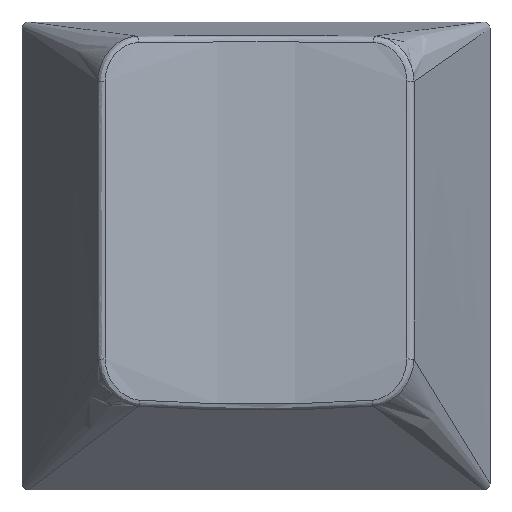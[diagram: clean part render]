
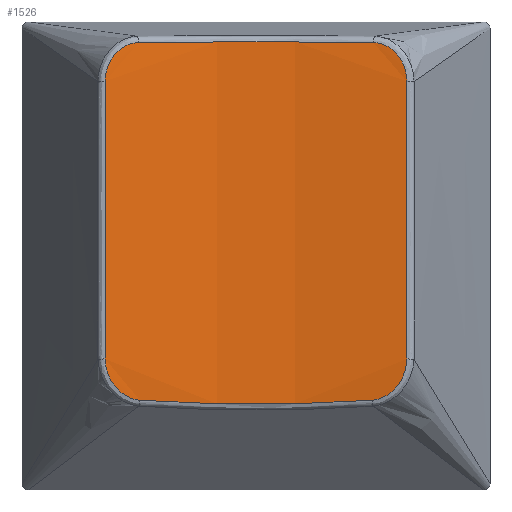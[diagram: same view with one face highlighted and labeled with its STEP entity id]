
A CAD part, top view. The second image highlights one B-rep face of the part: STEP entity #1526.
In plain terms, the highlighted free-form (B-spline) face has degree [1, 2] with [2, 3] control points.
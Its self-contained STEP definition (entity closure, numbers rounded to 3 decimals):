
#892 = EDGE_CURVE('',#893,#895,#897,.T.);
#893 = VERTEX_POINT('',#894);
#894 = CARTESIAN_POINT('',(13.217,161.898,7.03
    ));
#895 = VERTEX_POINT('',#896);
#896 = CARTESIAN_POINT('',(4.283,161.898,7.03
    ));
#897 = B_SPLINE_CURVE_WITH_KNOTS('',3,(#898,#899,#900,#901,#902),
  .UNSPECIFIED.,.F.,.F.,(4,1,4),(0.,3.877,9.046),
  .UNSPECIFIED.);
#898 = CARTESIAN_POINT('',(13.217,161.898,7.03
    ));
#899 = CARTESIAN_POINT('',(11.952,161.811,
    6.843));
#900 = CARTESIAN_POINT('',(8.966,161.693,6.592
    ));
#901 = CARTESIAN_POINT('',(5.97,161.782,6.781
    ));
#902 = CARTESIAN_POINT('',(4.283,161.898,7.03)
  );
#959 = EDGE_CURVE('',#960,#893,#962,.T.);
#960 = VERTEX_POINT('',#961);
#961 = CARTESIAN_POINT('',(14.548,163.484,7.225
    ));
#962 = B_SPLINE_CURVE_WITH_KNOTS('',3,(#963,#964,#965,#966,#967,#968,
    #969),.UNSPECIFIED.,.F.,.F.,(4,1,1,1,4),(0.,0.652,
    1.305,1.957,2.284),.UNSPECIFIED.);
#963 = CARTESIAN_POINT('',(14.548,163.484,7.225
    ));
#964 = CARTESIAN_POINT('',(14.548,163.266,
    7.229));
#965 = CARTESIAN_POINT('',(14.456,162.833,
    7.221));
#966 = CARTESIAN_POINT('',(14.096,162.28,
    7.165));
#967 = CARTESIAN_POINT('',(13.64,161.974,7.093)
  );
#968 = CARTESIAN_POINT('',(13.323,161.906,
    7.046));
#969 = CARTESIAN_POINT('',(13.217,161.898,
    7.03));
#1030 = EDGE_CURVE('',#895,#1031,#1033,.T.);
#1031 = VERTEX_POINT('',#1032);
#1032 = CARTESIAN_POINT('',(2.952,163.484,7.225
    ));
#1033 = B_SPLINE_CURVE_WITH_KNOTS('',3,(#1034,#1035,#1036,#1037,#1038,
    #1039,#1040),.UNSPECIFIED.,.F.,.F.,(4,1,1,1,4),(0.,0.652,
    1.305,1.957,2.284),.UNSPECIFIED.);
#1034 = CARTESIAN_POINT('',(4.283,161.898,
    7.03));
#1035 = CARTESIAN_POINT('',(4.07,161.913,
    7.062));
#1036 = CARTESIAN_POINT('',(3.657,162.066,
    7.125));
#1037 = CARTESIAN_POINT('',(3.199,162.54,
    7.197));
#1038 = CARTESIAN_POINT('',(2.987,163.049,7.227
    ));
#1039 = CARTESIAN_POINT('',(2.952,163.375,
    7.227));
#1040 = CARTESIAN_POINT('',(2.952,163.484,7.225
    ));
#1112 = EDGE_CURVE('',#1113,#960,#1115,.T.);
#1113 = VERTEX_POINT('',#1114);
#1114 = CARTESIAN_POINT('',(14.552,174.164,
    6.992));
#1115 = B_SPLINE_CURVE_WITH_KNOTS('',3,(#1116,#1117,#1118,#1119,#1120),
  .UNSPECIFIED.,.F.,.F.,(4,1,4),(-10.683,-4.578,0.),
  .UNSPECIFIED.);
#1116 = CARTESIAN_POINT('',(14.552,174.164,
    6.992));
#1117 = CARTESIAN_POINT('',(14.552,172.13,
    7.037));
#1118 = CARTESIAN_POINT('',(14.55,168.57,
    7.114));
#1119 = CARTESIAN_POINT('',(14.548,165.01,
    7.191));
#1120 = CARTESIAN_POINT('',(14.548,163.484,
    7.225));
#1169 = VERTEX_POINT('',#1170);
#1170 = CARTESIAN_POINT('',(2.948,174.164,6.992
    ));
#1177 = EDGE_CURVE('',#1031,#1169,#1178,.T.);
#1178 = B_SPLINE_CURVE_WITH_KNOTS('',3,(#1179,#1180,#1181,#1182,#1183),
  .UNSPECIFIED.,.F.,.F.,(4,1,4),(-10.683,-4.578,0.),
  .UNSPECIFIED.);
#1179 = CARTESIAN_POINT('',(2.952,163.484,7.225
    ));
#1180 = CARTESIAN_POINT('',(2.951,165.518,
    7.18));
#1181 = CARTESIAN_POINT('',(2.949,169.078,7.103
    ));
#1182 = CARTESIAN_POINT('',(2.948,172.639,
    7.025));
#1183 = CARTESIAN_POINT('',(2.948,174.164,
    6.992));
#1215 = EDGE_CURVE('',#1216,#1113,#1218,.T.);
#1216 = VERTEX_POINT('',#1217);
#1217 = CARTESIAN_POINT('',(13.273,175.653,
    6.738));
#1218 = B_SPLINE_CURVE_WITH_KNOTS('',3,(#1219,#1220,#1221,#1222,#1223,
    #1224,#1225),.UNSPECIFIED.,.F.,.F.,(4,1,1,1,4),(0.,0.313,
    0.939,1.566,2.192),.UNSPECIFIED.);
#1219 = CARTESIAN_POINT('',(13.273,175.653,
    6.738));
#1220 = CARTESIAN_POINT('',(13.375,175.651,
    6.754));
#1221 = CARTESIAN_POINT('',(13.682,175.602,
    6.803));
#1222 = CARTESIAN_POINT('',(14.128,175.321,
    6.886));
#1223 = CARTESIAN_POINT('',(14.47,174.789,
    6.962));
#1224 = CARTESIAN_POINT('',(14.552,174.373,
    6.988));
#1225 = CARTESIAN_POINT('',(14.552,174.164,
    6.992));
#1286 = EDGE_CURVE('',#1169,#1287,#1289,.T.);
#1287 = VERTEX_POINT('',#1288);
#1288 = CARTESIAN_POINT('',(4.227,175.653,6.738
    ));
#1289 = B_SPLINE_CURVE_WITH_KNOTS('',3,(#1290,#1291,#1292,#1293,#1294,
    #1295,#1296),.UNSPECIFIED.,.F.,.F.,(4,1,1,1,4),(0.,
    0.939,1.566,1.879,2.192),
  .UNSPECIFIED.);
#1290 = CARTESIAN_POINT('',(2.948,174.164,
    6.992));
#1291 = CARTESIAN_POINT('',(2.948,174.477,
    6.985));
#1292 = CARTESIAN_POINT('',(3.101,174.998,
    6.943));
#1293 = CARTESIAN_POINT('',(3.545,175.447,
    6.853));
#1294 = CARTESIAN_POINT('',(3.921,175.619,
    6.786));
#1295 = CARTESIAN_POINT('',(4.125,175.651,
    6.754));
#1296 = CARTESIAN_POINT('',(4.227,175.653,
    6.738));
#1357 = EDGE_CURVE('',#1287,#1216,#1358,.T.);
#1358 = B_SPLINE_CURVE_WITH_KNOTS('',3,(#1359,#1360,#1361,#1362),
  .UNSPECIFIED.,.F.,.F.,(4,4),(0.,9.154),
  .PIECEWISE_BEZIER_KNOTS.);
#1359 = CARTESIAN_POINT('',(4.227,175.653,
    6.738));
#1360 = CARTESIAN_POINT('',(7.22,175.692,
    6.286));
#1361 = CARTESIAN_POINT('',(10.28,175.692,
    6.286));
#1362 = CARTESIAN_POINT('',(13.273,175.653,
    6.738));
#1526 = ADVANCED_FACE('',(#1527),#1537,.T.);
#1527 = FACE_BOUND('',#1528,.T.);
#1528 = EDGE_LOOP('',(#1529,#1530,#1531,#1532,#1533,#1534,#1535,#1536));
#1529 = ORIENTED_EDGE('',*,*,#892,.F.);
#1530 = ORIENTED_EDGE('',*,*,#959,.F.);
#1531 = ORIENTED_EDGE('',*,*,#1112,.F.);
#1532 = ORIENTED_EDGE('',*,*,#1215,.F.);
#1533 = ORIENTED_EDGE('',*,*,#1357,.F.);
#1534 = ORIENTED_EDGE('',*,*,#1286,.F.);
#1535 = ORIENTED_EDGE('',*,*,#1177,.F.);
#1536 = ORIENTED_EDGE('',*,*,#1030,.F.);
#1537 = ( BOUNDED_SURFACE() B_SPLINE_SURFACE(1,2,(
    (#1538,#1539,#1540)
    ,(#1541,#1542,#1543
)),.UNSPECIFIED.,.F.,.F.,.F.) B_SPLINE_SURFACE_WITH_KNOTS((2,2),(3,3),(
    0.,0.746),(-0.743,
    0.),.PIECEWISE_BEZIER_KNOTS.) 
GEOMETRIC_REPRESENTATION_ITEM() RATIONAL_B_SPLINE_SURFACE((
    (1.,0.932,1.)
,(1.,0.932,1.))) REPRESENTATION_ITEM('') SURFACE() );
#1538 = CARTESIAN_POINT('',(-4.428,177.066,
    9.384));
#1539 = CARTESIAN_POINT('',(6.198,176.954,
    4.254));
#1540 = CARTESIAN_POINT('',(17.496,177.029,
    7.659));
#1541 = CARTESIAN_POINT('',(-4.428,154.47,
    9.877));
#1542 = CARTESIAN_POINT('',(6.198,154.359,4.747
    ));
#1543 = CARTESIAN_POINT('',(17.496,154.433,
    8.152));
